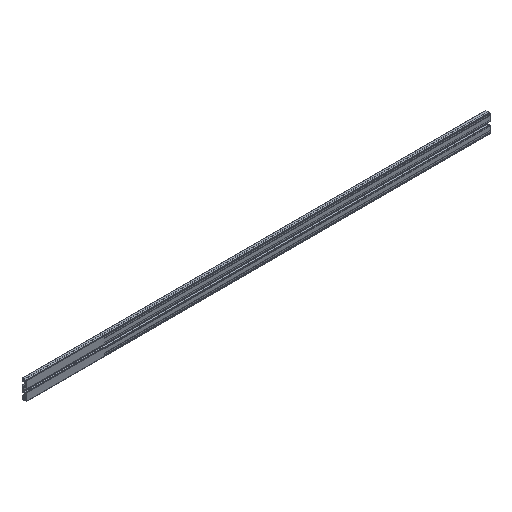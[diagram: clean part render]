
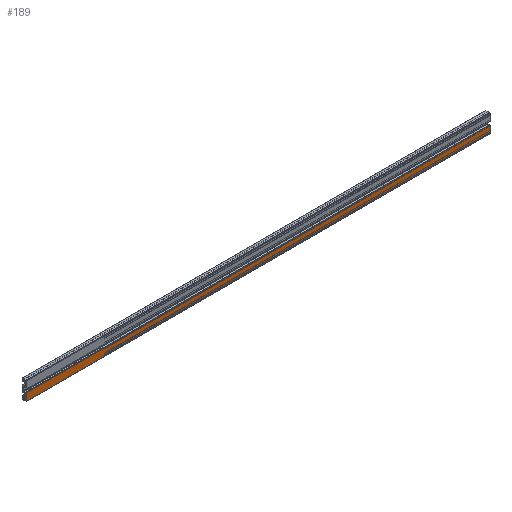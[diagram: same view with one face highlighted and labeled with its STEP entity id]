
A CAD part, isometric view. The second image highlights one B-rep face of the part: STEP entity #189.
In plain terms, the highlighted planar face has unit normal (0, -1, 0).
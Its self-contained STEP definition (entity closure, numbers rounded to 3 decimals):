
#189=ADVANCED_FACE('',(#412),#413,.T.);
#412=FACE_OUTER_BOUND('',#670,.T.);
#413=PLANE('',#671);
#670=EDGE_LOOP('',(#1127,#1128,#1129,#1130));
#671=AXIS2_PLACEMENT_3D('',#1131,#1132,#1133);
#1127=ORIENTED_EDGE('',*,*,#1773,.T.);
#1128=ORIENTED_EDGE('',*,*,#1774,.F.);
#1129=ORIENTED_EDGE('',*,*,#1775,.T.);
#1130=ORIENTED_EDGE('',*,*,#1770,.T.);
#1131=CARTESIAN_POINT('',(0.0,-5.0,-11.25));
#1132=DIRECTION('',(0.0,-1.0,0.0));
#1133=DIRECTION('',(0.0,0.0,-1.0));
#1770=EDGE_CURVE('',#2176,#2174,#2177,.T.);
#1773=EDGE_CURVE('',#2174,#2180,#2181,.T.);
#1774=EDGE_CURVE('',#2182,#2180,#2183,.T.);
#1775=EDGE_CURVE('',#2182,#2176,#2184,.T.);
#2174=VERTEX_POINT('',#2760);
#2176=VERTEX_POINT('',#2762);
#2177=LINE('',#2763,#2764);
#2180=VERTEX_POINT('',#2767);
#2181=LINE('',#2768,#2769);
#2182=VERTEX_POINT('',#2770);
#2183=LINE('',#2771,#2772);
#2184=LINE('',#2773,#2774);
#2760=CARTESIAN_POINT('',(1000.0,-5.0,-19.0));
#2762=CARTESIAN_POINT('',(0.0,-5.0,-19.0));
#2763=CARTESIAN_POINT('',(0.0,-5.0,-19.0));
#2764=VECTOR('',#3272,1.0);
#2767=CARTESIAN_POINT('',(1000.0,-5.0,-3.5));
#2768=CARTESIAN_POINT('',(1000.0,-5.0,-3.5));
#2769=VECTOR('',#3276,1.0);
#2770=CARTESIAN_POINT('',(0.0,-5.0,-3.5));
#2771=CARTESIAN_POINT('',(0.0,-5.0,-3.5));
#2772=VECTOR('',#3277,1.0);
#2773=CARTESIAN_POINT('',(0.0,-5.0,-3.5));
#2774=VECTOR('',#3278,1.0);
#3272=DIRECTION('',(1.0,0.0,0.0));
#3276=DIRECTION('',(-0.0,0.0,1.0));
#3277=DIRECTION('',(1.0,0.0,0.0));
#3278=DIRECTION('',(0.0,0.0,-1.0));
